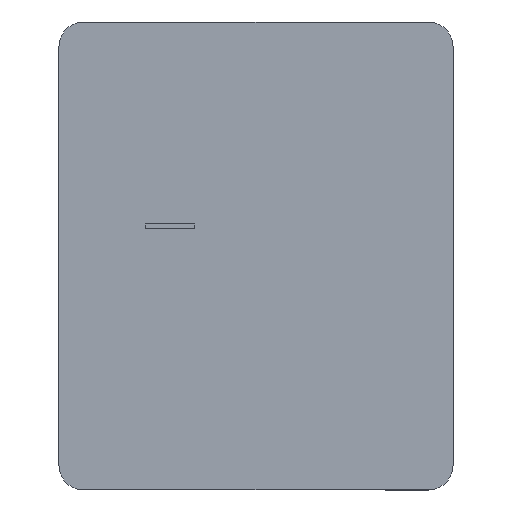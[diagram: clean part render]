
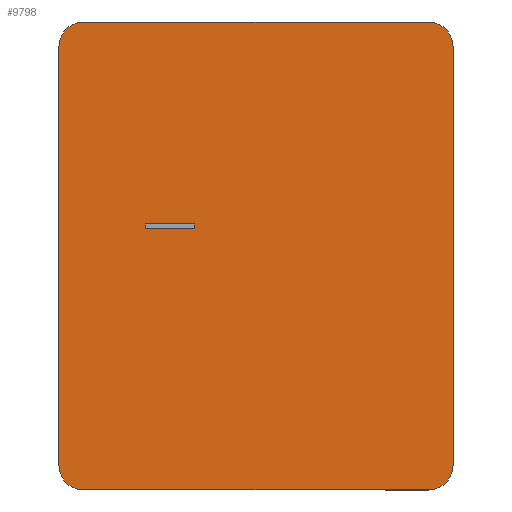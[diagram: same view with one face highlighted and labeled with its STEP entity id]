
A CAD part, front view. The second image highlights one B-rep face of the part: STEP entity #9798.
In plain terms, the highlighted planar face has unit normal (0, -1, 0).
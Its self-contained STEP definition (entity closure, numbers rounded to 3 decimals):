
#52=FACE_BOUND('',#2093,.T.);
#1142=PLANE('',#10211);
#1529=FACE_OUTER_BOUND('',#2092,.T.);
#2092=EDGE_LOOP('',(#8122,#8123,#8124,#8125,#8126,#8127,#8128,#8129));
#2093=EDGE_LOOP('',(#8130,#8131,#8132,#8133));
#2720=LINE('',#16073,#3536);
#2743=LINE('',#16135,#3559);
#2746=LINE('',#16143,#3562);
#2748=LINE('',#16149,#3564);
#2759=LINE('',#16175,#3575);
#2763=LINE('',#16183,#3579);
#2766=LINE('',#16189,#3582);
#2769=LINE('',#16194,#3585);
#3536=VECTOR('',#10867,10.);
#3559=VECTOR('',#10918,10.);
#3562=VECTOR('',#10927,10.);
#3564=VECTOR('',#10935,10.);
#3575=VECTOR('',#10958,10.);
#3579=VECTOR('',#10964,10.);
#3582=VECTOR('',#10969,10.);
#3585=VECTOR('',#10974,10.);
#4003=CIRCLE('',#10166,5.);
#4007=CIRCLE('',#10173,5.);
#4008=CIRCLE('',#10176,5.);
#4009=CIRCLE('',#10179,5.);
#4503=VERTEX_POINT('',#16067);
#4505=VERTEX_POINT('',#16071);
#4507=VERTEX_POINT('',#16080);
#4529=VERTEX_POINT('',#16129);
#4530=VERTEX_POINT('',#16133);
#4531=VERTEX_POINT('',#16137);
#4532=VERTEX_POINT('',#16141);
#4533=VERTEX_POINT('',#16145);
#4541=VERTEX_POINT('',#16173);
#4542=VERTEX_POINT('',#16174);
#4545=VERTEX_POINT('',#16182);
#4547=VERTEX_POINT('',#16188);
#5734=EDGE_CURVE('',#4503,#4505,#2720,.T.);
#5736=EDGE_CURVE('',#4503,#4507,#4003,.T.);
#5761=EDGE_CURVE('',#4529,#4505,#4007,.T.);
#5763=EDGE_CURVE('',#4529,#4530,#2743,.T.);
#5765=EDGE_CURVE('',#4531,#4530,#4008,.T.);
#5767=EDGE_CURVE('',#4531,#4532,#2746,.T.);
#5769=EDGE_CURVE('',#4533,#4532,#4009,.T.);
#5770=EDGE_CURVE('',#4533,#4507,#2748,.T.);
#5782=EDGE_CURVE('',#4541,#4542,#2759,.T.);
#5786=EDGE_CURVE('',#4545,#4541,#2763,.T.);
#5789=EDGE_CURVE('',#4547,#4545,#2766,.T.);
#5792=EDGE_CURVE('',#4542,#4547,#2769,.T.);
#8122=ORIENTED_EDGE('',*,*,#5736,.F.);
#8123=ORIENTED_EDGE('',*,*,#5734,.T.);
#8124=ORIENTED_EDGE('',*,*,#5761,.F.);
#8125=ORIENTED_EDGE('',*,*,#5763,.T.);
#8126=ORIENTED_EDGE('',*,*,#5765,.F.);
#8127=ORIENTED_EDGE('',*,*,#5767,.T.);
#8128=ORIENTED_EDGE('',*,*,#5769,.F.);
#8129=ORIENTED_EDGE('',*,*,#5770,.T.);
#8130=ORIENTED_EDGE('',*,*,#5782,.T.);
#8131=ORIENTED_EDGE('',*,*,#5792,.T.);
#8132=ORIENTED_EDGE('',*,*,#5789,.T.);
#8133=ORIENTED_EDGE('',*,*,#5786,.T.);
#9798=ADVANCED_FACE('',(#1529,#52),#1142,.F.);
#10166=AXIS2_PLACEMENT_3D('',#16081,#10878,#10879);
#10173=AXIS2_PLACEMENT_3D('',#16131,#10913,#10914);
#10176=AXIS2_PLACEMENT_3D('',#16139,#10922,#10923);
#10179=AXIS2_PLACEMENT_3D('',#16147,#10931,#10932);
#10211=AXIS2_PLACEMENT_3D('',#16273,#11055,#11056);
#10867=DIRECTION('',(0.,0.,-1.));
#10878=DIRECTION('center_axis',(0.,1.,0.));
#10879=DIRECTION('ref_axis',(-0.707,0.,0.707));
#10913=DIRECTION('center_axis',(0.,1.,0.));
#10914=DIRECTION('ref_axis',(-0.707,0.,-0.707));
#10918=DIRECTION('',(1.,0.,0.));
#10922=DIRECTION('center_axis',(0.,1.,0.));
#10923=DIRECTION('ref_axis',(0.707,0.,-0.707));
#10927=DIRECTION('',(0.,0.,1.));
#10931=DIRECTION('center_axis',(0.,1.,0.));
#10932=DIRECTION('ref_axis',(0.707,0.,0.707));
#10935=DIRECTION('',(-1.,0.,0.));
#10958=DIRECTION('',(0.,0.,1.));
#10964=DIRECTION('',(-1.,0.,0.));
#10969=DIRECTION('',(0.,0.,-1.));
#10974=DIRECTION('',(1.,0.,0.));
#11055=DIRECTION('center_axis',(0.,1.,0.));
#11056=DIRECTION('ref_axis',(1.,0.,0.));
#16067=CARTESIAN_POINT('',(-40.,0.,53.));
#16071=CARTESIAN_POINT('',(-40.,0.,-32.));
#16073=CARTESIAN_POINT('',(-40.,0.,58.));
#16080=CARTESIAN_POINT('',(-35.,0.,58.));
#16081=CARTESIAN_POINT('Origin',(-35.,0.,53.));
#16129=CARTESIAN_POINT('',(-35.,0.,-37.));
#16131=CARTESIAN_POINT('Origin',(-35.,0.,-32.));
#16133=CARTESIAN_POINT('',(35.,0.,-37.));
#16135=CARTESIAN_POINT('',(-40.,0.,-37.));
#16137=CARTESIAN_POINT('',(40.,0.,-32.));
#16139=CARTESIAN_POINT('Origin',(35.,0.,-32.));
#16141=CARTESIAN_POINT('',(40.,0.,53.));
#16143=CARTESIAN_POINT('',(40.,0.,-37.));
#16145=CARTESIAN_POINT('',(35.,0.,58.));
#16147=CARTESIAN_POINT('Origin',(35.,0.,53.));
#16149=CARTESIAN_POINT('',(40.,0.,58.));
#16173=CARTESIAN_POINT('',(-22.5,0.,16.));
#16174=CARTESIAN_POINT('',(-22.5,0.,17.));
#16175=CARTESIAN_POINT('',(-22.5,0.,13.25));
#16182=CARTESIAN_POINT('',(-12.5,0.,16.));
#16183=CARTESIAN_POINT('',(-6.25,0.,16.));
#16188=CARTESIAN_POINT('',(-12.5,0.,17.));
#16189=CARTESIAN_POINT('',(-12.5,0.,13.75));
#16194=CARTESIAN_POINT('',(-11.25,0.,17.));
#16273=CARTESIAN_POINT('Origin',(0.,0.,10.5));
